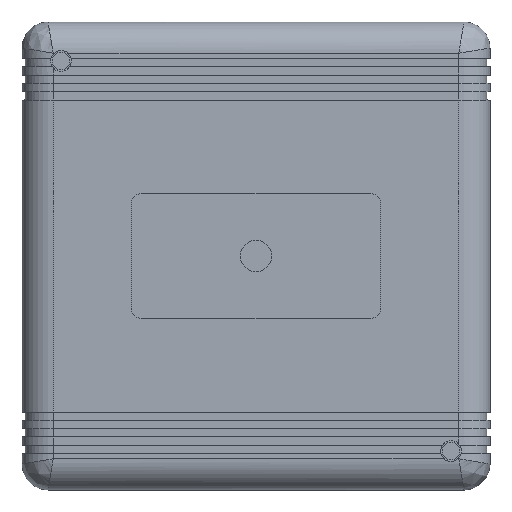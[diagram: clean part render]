
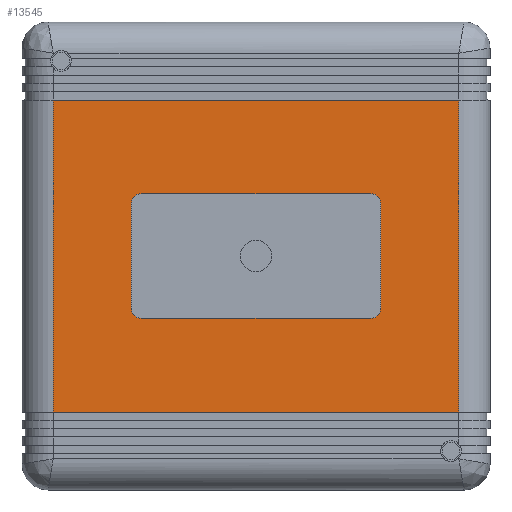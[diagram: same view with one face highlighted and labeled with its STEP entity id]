
A CAD part, front view. The second image highlights one B-rep face of the part: STEP entity #13545.
In plain terms, the highlighted face is planar.
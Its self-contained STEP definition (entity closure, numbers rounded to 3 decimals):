
#10662=CARTESIAN_POINT('',(11.,4.,-5.));
#10663=DIRECTION('',(0.,-1.,0.));
#10664=DIRECTION('',(0.,0.,-1.));
#10665=AXIS2_PLACEMENT_3D('',#10662,#10663,#10664);
#10675=CARTESIAN_POINT('',(-11.,4.,-5.));
#10676=DIRECTION('',(0.,-1.,0.));
#10677=DIRECTION('',(-1.,0.,0.));
#10678=AXIS2_PLACEMENT_3D('',#10675,#10676,#10677);
#10688=CARTESIAN_POINT('',(-11.,4.,5.));
#10689=DIRECTION('',(0.,-1.,0.));
#10690=DIRECTION('',(0.,0.,1.));
#10691=AXIS2_PLACEMENT_3D('',#10688,#10689,#10690);
#10701=CARTESIAN_POINT('',(11.,4.,5.));
#10702=DIRECTION('',(0.,-1.,0.));
#10703=DIRECTION('',(1.,0.,0.));
#10704=AXIS2_PLACEMENT_3D('',#10701,#10702,#10703);
#10794=DIRECTION('',(1.,0.,0.));
#10795=VECTOR('',#10794,22.);
#10796=CARTESIAN_POINT('',(-11.,4.,6.));
#10797=LINE('',#10796,#10795);
#10798=DIRECTION('',(0.,0.,-1.));
#10799=VECTOR('',#10798,10.);
#10800=CARTESIAN_POINT('',(12.,4.,5.));
#10801=LINE('',#10800,#10799);
#10802=DIRECTION('',(-1.,0.,0.));
#10803=VECTOR('',#10802,22.);
#10804=CARTESIAN_POINT('',(11.,4.,-6.));
#10805=LINE('',#10804,#10803);
#10806=DIRECTION('',(0.,0.,1.));
#10807=VECTOR('',#10806,10.);
#10808=CARTESIAN_POINT('',(-12.,4.,-5.));
#10809=LINE('',#10808,#10807);
#10810=DIRECTION('',(1.,0.,0.));
#10811=VECTOR('',#10810,39.);
#10812=CARTESIAN_POINT('',(-19.5,4.,-15.));
#10813=LINE('',#10812,#10811);
#10814=DIRECTION('',(0.,0.,-1.));
#10815=VECTOR('',#10814,30.);
#10816=CARTESIAN_POINT('',(19.5,4.,15.));
#10817=LINE('',#10816,#10815);
#10818=DIRECTION('',(1.,0.,0.));
#10819=VECTOR('',#10818,39.);
#10820=CARTESIAN_POINT('',(-19.5,4.,15.));
#10821=LINE('',#10820,#10819);
#10822=DIRECTION('',(0.,0.,1.));
#10823=VECTOR('',#10822,30.);
#10824=CARTESIAN_POINT('',(-19.5,4.,-15.));
#10825=LINE('',#10824,#10823);
#11968=CARTESIAN_POINT('',(-19.5,4.,15.));
#11969=CARTESIAN_POINT('',(19.5,4.,15.));
#11970=VERTEX_POINT('',#11968);
#11971=VERTEX_POINT('',#11969);
#12096=CARTESIAN_POINT('',(11.,4.,-6.));
#12097=VERTEX_POINT('',#12096);
#12098=CARTESIAN_POINT('',(12.,4.,-5.));
#12099=VERTEX_POINT('',#12098);
#12104=CARTESIAN_POINT('',(12.,4.,5.));
#12105=VERTEX_POINT('',#12104);
#12106=CARTESIAN_POINT('',(11.,4.,6.));
#12107=VERTEX_POINT('',#12106);
#12112=CARTESIAN_POINT('',(-12.,4.,-5.));
#12113=VERTEX_POINT('',#12112);
#12114=CARTESIAN_POINT('',(-11.,4.,-6.));
#12115=VERTEX_POINT('',#12114);
#12120=CARTESIAN_POINT('',(-11.,4.,6.));
#12121=VERTEX_POINT('',#12120);
#12122=CARTESIAN_POINT('',(-12.,4.,5.));
#12123=VERTEX_POINT('',#12122);
#12200=CARTESIAN_POINT('',(-19.5,4.,-15.));
#12201=CARTESIAN_POINT('',(19.5,4.,-15.));
#12202=VERTEX_POINT('',#12200);
#12203=VERTEX_POINT('',#12201);
#13520=CARTESIAN_POINT('',(0.,4.,0.));
#13521=DIRECTION('',(0.,1.,0.));
#13522=DIRECTION('',(1.,0.,0.));
#13523=AXIS2_PLACEMENT_3D('',#13520,#13521,#13522);
#13524=PLANE('',#13523);
#13526=ORIENTED_EDGE('',*,*,#13525,.T.);
#13528=ORIENTED_EDGE('',*,*,#13527,.F.);
#13530=ORIENTED_EDGE('',*,*,#13529,.F.);
#13532=ORIENTED_EDGE('',*,*,#13531,.F.);
#13533=EDGE_LOOP('',(#13526,#13528,#13530,#13532));
#13534=FACE_OUTER_BOUND('',#13533,.F.);
#13535=ORIENTED_EDGE('',*,*,#13408,.T.);
#13536=ORIENTED_EDGE('',*,*,#13423,.F.);
#13537=ORIENTED_EDGE('',*,*,#13435,.T.);
#13538=ORIENTED_EDGE('',*,*,#13338,.F.);
#13539=ORIENTED_EDGE('',*,*,#13354,.T.);
#13540=ORIENTED_EDGE('',*,*,#13367,.F.);
#13541=ORIENTED_EDGE('',*,*,#13382,.T.);
#13542=ORIENTED_EDGE('',*,*,#13395,.F.);
#13543=EDGE_LOOP('',(#13535,#13536,#13537,#13538,#13539,#13540,#13541,#13542));
#13544=FACE_BOUND('',#13543,.F.);
#10666=CIRCLE('',#10665,1.);
#10679=CIRCLE('',#10678,1.);
#10692=CIRCLE('',#10691,1.);
#10705=CIRCLE('',#10704,1.);
#13338=EDGE_CURVE('',#12097,#12099,#10666,.T.);
#13354=EDGE_CURVE('',#12097,#12115,#10805,.T.);
#13367=EDGE_CURVE('',#12113,#12115,#10679,.T.);
#13382=EDGE_CURVE('',#12113,#12123,#10809,.T.);
#13395=EDGE_CURVE('',#12121,#12123,#10692,.T.);
#13408=EDGE_CURVE('',#12121,#12107,#10797,.T.);
#13423=EDGE_CURVE('',#12105,#12107,#10705,.T.);
#13435=EDGE_CURVE('',#12105,#12099,#10801,.T.);
#13525=EDGE_CURVE('',#12202,#12203,#10813,.T.);
#13527=EDGE_CURVE('',#11971,#12203,#10817,.T.);
#13529=EDGE_CURVE('',#11970,#11971,#10821,.T.);
#13531=EDGE_CURVE('',#12202,#11970,#10825,.T.);
#13545=ADVANCED_FACE('',(#13534,#13544),#13524,.T.);
